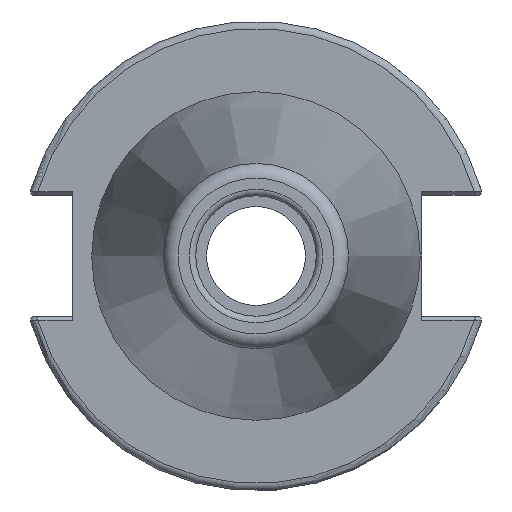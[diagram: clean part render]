
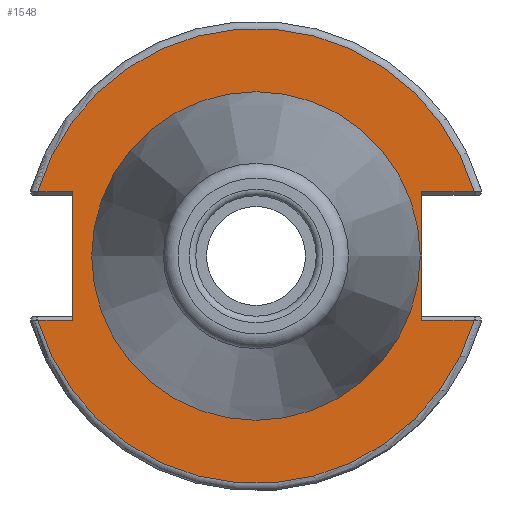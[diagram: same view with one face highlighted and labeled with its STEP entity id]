
A CAD part, left-side view. The second image highlights one B-rep face of the part: STEP entity #1548.
In plain terms, the highlighted planar face has unit normal (-1, 0, 0).
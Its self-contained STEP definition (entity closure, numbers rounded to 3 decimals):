
#15=FACE_BOUND('',#297,.T.);
#82=PLANE('',#1659);
#118=CIRCLE('',#1658,30.775);
#119=CIRCLE('',#1660,30.775);
#120=CIRCLE('',#1661,22.225);
#121=CIRCLE('',#1662,22.225);
#209=FACE_OUTER_BOUND('',#296,.T.);
#296=EDGE_LOOP('',(#1077,#1078,#1079,#1080,#1081,#1082,#1083,#1084));
#297=EDGE_LOOP('',(#1085,#1086));
#393=LINE('',#2420,#490);
#395=LINE('',#2488,#492);
#396=LINE('',#2490,#493);
#397=LINE('',#2494,#494);
#398=LINE('',#2496,#495);
#399=LINE('',#2497,#496);
#490=VECTOR('',#1827,10.);
#492=VECTOR('',#1845,10.);
#493=VECTOR('',#1846,10.);
#494=VECTOR('',#1849,10.);
#495=VECTOR('',#1850,10.);
#496=VECTOR('',#1851,10.);
#636=VERTEX_POINT('',#2413);
#639=VERTEX_POINT('',#2418);
#645=VERTEX_POINT('',#2466);
#647=VERTEX_POINT('',#2487);
#648=VERTEX_POINT('',#2489);
#649=VERTEX_POINT('',#2491);
#650=VERTEX_POINT('',#2493);
#651=VERTEX_POINT('',#2495);
#652=VERTEX_POINT('',#2498);
#653=VERTEX_POINT('',#2499);
#808=EDGE_CURVE('',#639,#636,#393,.T.);
#818=EDGE_CURVE('',#636,#645,#118,.T.);
#821=EDGE_CURVE('',#639,#647,#395,.T.);
#822=EDGE_CURVE('',#648,#647,#396,.T.);
#823=EDGE_CURVE('',#649,#648,#119,.T.);
#824=EDGE_CURVE('',#650,#649,#397,.T.);
#825=EDGE_CURVE('',#650,#651,#398,.T.);
#826=EDGE_CURVE('',#645,#651,#399,.T.);
#827=EDGE_CURVE('',#652,#653,#120,.T.);
#828=EDGE_CURVE('',#653,#652,#121,.T.);
#1077=ORIENTED_EDGE('',*,*,#808,.F.);
#1078=ORIENTED_EDGE('',*,*,#821,.T.);
#1079=ORIENTED_EDGE('',*,*,#822,.F.);
#1080=ORIENTED_EDGE('',*,*,#823,.F.);
#1081=ORIENTED_EDGE('',*,*,#824,.F.);
#1082=ORIENTED_EDGE('',*,*,#825,.T.);
#1083=ORIENTED_EDGE('',*,*,#826,.F.);
#1084=ORIENTED_EDGE('',*,*,#818,.F.);
#1085=ORIENTED_EDGE('',*,*,#827,.T.);
#1086=ORIENTED_EDGE('',*,*,#828,.T.);
#1548=ADVANCED_FACE('',(#209,#15),#82,.T.);
#1658=AXIS2_PLACEMENT_3D('',#2467,#1841,#1842);
#1659=AXIS2_PLACEMENT_3D('',#2486,#1843,#1844);
#1660=AXIS2_PLACEMENT_3D('',#2492,#1847,#1848);
#1661=AXIS2_PLACEMENT_3D('',#2500,#1852,#1853);
#1662=AXIS2_PLACEMENT_3D('',#2501,#1854,#1855);
#1827=DIRECTION('',(0.,-1.,0.));
#1841=DIRECTION('center_axis',(1.,0.,0.));
#1842=DIRECTION('ref_axis',(0.,0.,-1.));
#1843=DIRECTION('center_axis',(-1.,0.,0.));
#1844=DIRECTION('ref_axis',(0.,0.,1.));
#1845=DIRECTION('',(0.,0.,1.));
#1846=DIRECTION('',(0.,1.,0.));
#1847=DIRECTION('center_axis',(1.,0.,0.));
#1848=DIRECTION('ref_axis',(0.,0.,-1.));
#1849=DIRECTION('',(0.,1.,0.));
#1850=DIRECTION('',(0.,0.,-1.));
#1851=DIRECTION('',(0.,-1.,0.));
#1852=DIRECTION('center_axis',(1.,0.,0.));
#1853=DIRECTION('ref_axis',(0.,0.,-1.));
#1854=DIRECTION('center_axis',(1.,0.,0.));
#1855=DIRECTION('ref_axis',(0.,0.,-1.));
#2413=CARTESIAN_POINT('',(3.175,-29.523,-8.69));
#2418=CARTESIAN_POINT('',(3.175,-22.41,-8.69));
#2420=CARTESIAN_POINT('',(3.175,-4.878,-8.69));
#2466=CARTESIAN_POINT('',(3.175,29.523,-8.69));
#2467=CARTESIAN_POINT('Origin',(3.175,0.,
0.));
#2486=CARTESIAN_POINT('Origin',(3.175,30.775,0.));
#2487=CARTESIAN_POINT('',(3.175,-22.41,8.69));
#2488=CARTESIAN_POINT('',(3.175,-22.41,-4.095));
#2489=CARTESIAN_POINT('',(3.175,-29.523,8.69));
#2490=CARTESIAN_POINT('',(3.175,4.182,8.69));
#2491=CARTESIAN_POINT('',(3.175,29.523,8.69));
#2492=CARTESIAN_POINT('Origin',(3.175,0.,
0.));
#2493=CARTESIAN_POINT('',(3.175,24.8,8.69));
#2494=CARTESIAN_POINT('',(3.175,32.958,8.69));
#2495=CARTESIAN_POINT('',(3.175,24.8,-8.69));
#2496=CARTESIAN_POINT('',(3.175,24.8,4.095));
#2497=CARTESIAN_POINT('',(3.175,27.788,-8.69));
#2498=CARTESIAN_POINT('',(3.175,22.225,0.));
#2499=CARTESIAN_POINT('',(3.175,-22.225,0.));
#2500=CARTESIAN_POINT('Origin',(3.175,0.,
0.));
#2501=CARTESIAN_POINT('Origin',(3.175,0.,
0.));
